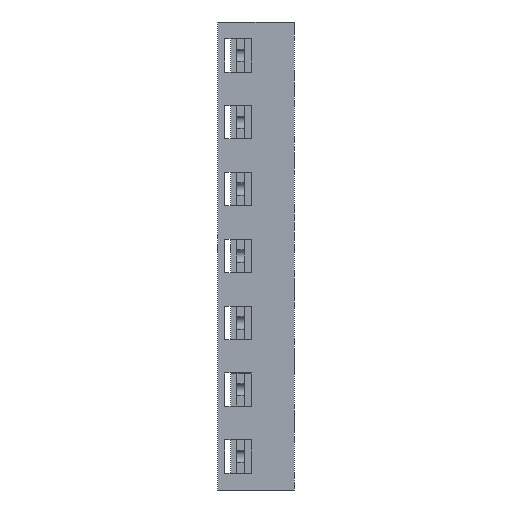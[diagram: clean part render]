
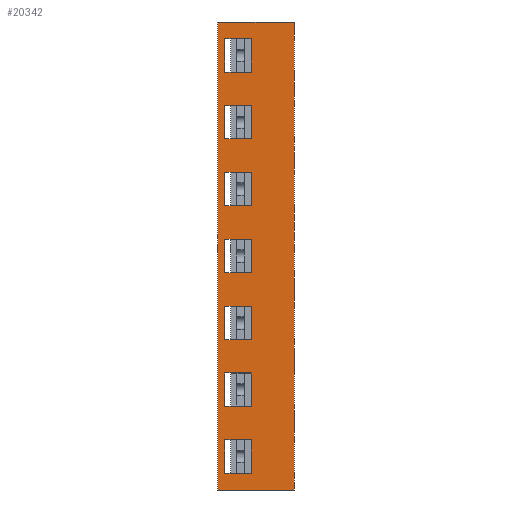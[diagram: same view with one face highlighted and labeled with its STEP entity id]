
A CAD part, left-side view. The second image highlights one B-rep face of the part: STEP entity #20342.
In plain terms, the highlighted planar face has unit normal (-1, 0, 0).
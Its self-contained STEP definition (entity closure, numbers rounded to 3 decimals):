
#17=DIRECTION('',(0.,-1.,0.));
#18=VECTOR('',#17,16.);
#19=CARTESIAN_POINT('',(-17.5,12.5,2016.));
#20=LINE('',#19,#18);
#913=DIRECTION('',(0.,-1.,0.));
#914=VECTOR('',#913,16.);
#915=CARTESIAN_POINT('',(-17.5,12.5,1918.));
#916=LINE('',#915,#914);
#917=DIRECTION('',(0.,0.,1.));
#918=VECTOR('',#917,98.);
#919=CARTESIAN_POINT('',(-17.5,12.5,1918.));
#920=LINE('',#919,#918);
#921=DIRECTION('',(0.,-1.,0.));
#922=VECTOR('',#921,5.5);
#923=CARTESIAN_POINT('',(-17.5,11.,2005.5));
#924=LINE('',#923,#922);
#925=DIRECTION('',(0.,0.,1.));
#926=VECTOR('',#925,7.);
#927=CARTESIAN_POINT('',(-17.5,5.5,2005.5));
#928=LINE('',#927,#926);
#929=DIRECTION('',(0.,1.,0.));
#930=VECTOR('',#929,5.5);
#931=CARTESIAN_POINT('',(-17.5,5.5,2012.5));
#932=LINE('',#931,#930);
#933=DIRECTION('',(0.,0.,-1.));
#934=VECTOR('',#933,7.);
#935=CARTESIAN_POINT('',(-17.5,11.,2012.5));
#936=LINE('',#935,#934);
#937=DIRECTION('',(0.,-1.,0.));
#938=VECTOR('',#937,5.5);
#939=CARTESIAN_POINT('',(-17.5,11.,1991.5));
#940=LINE('',#939,#938);
#941=DIRECTION('',(0.,0.,1.));
#942=VECTOR('',#941,7.);
#943=CARTESIAN_POINT('',(-17.5,5.5,1991.5));
#944=LINE('',#943,#942);
#945=DIRECTION('',(0.,1.,0.));
#946=VECTOR('',#945,5.5);
#947=CARTESIAN_POINT('',(-17.5,5.5,1998.5));
#948=LINE('',#947,#946);
#949=DIRECTION('',(0.,0.,-1.));
#950=VECTOR('',#949,7.);
#951=CARTESIAN_POINT('',(-17.5,11.,1998.5));
#952=LINE('',#951,#950);
#953=DIRECTION('',(0.,-1.,0.));
#954=VECTOR('',#953,5.5);
#955=CARTESIAN_POINT('',(-17.5,11.,1977.5));
#956=LINE('',#955,#954);
#957=DIRECTION('',(0.,0.,1.));
#958=VECTOR('',#957,7.);
#959=CARTESIAN_POINT('',(-17.5,5.5,1977.5));
#960=LINE('',#959,#958);
#961=DIRECTION('',(0.,1.,0.));
#962=VECTOR('',#961,5.5);
#963=CARTESIAN_POINT('',(-17.5,5.5,1984.5));
#964=LINE('',#963,#962);
#965=DIRECTION('',(0.,0.,-1.));
#966=VECTOR('',#965,7.);
#967=CARTESIAN_POINT('',(-17.5,11.,1984.5));
#968=LINE('',#967,#966);
#969=DIRECTION('',(0.,-1.,0.));
#970=VECTOR('',#969,5.5);
#971=CARTESIAN_POINT('',(-17.5,11.,1963.5));
#972=LINE('',#971,#970);
#973=DIRECTION('',(0.,0.,1.));
#974=VECTOR('',#973,7.);
#975=CARTESIAN_POINT('',(-17.5,5.5,1963.5));
#976=LINE('',#975,#974);
#977=DIRECTION('',(0.,1.,0.));
#978=VECTOR('',#977,5.5);
#979=CARTESIAN_POINT('',(-17.5,5.5,1970.5));
#980=LINE('',#979,#978);
#981=DIRECTION('',(0.,0.,-1.));
#982=VECTOR('',#981,7.);
#983=CARTESIAN_POINT('',(-17.5,11.,1970.5));
#984=LINE('',#983,#982);
#985=DIRECTION('',(0.,-1.,0.));
#986=VECTOR('',#985,5.5);
#987=CARTESIAN_POINT('',(-17.5,11.,1949.5));
#988=LINE('',#987,#986);
#989=DIRECTION('',(0.,0.,1.));
#990=VECTOR('',#989,7.);
#991=CARTESIAN_POINT('',(-17.5,5.5,1949.5));
#992=LINE('',#991,#990);
#993=DIRECTION('',(0.,1.,0.));
#994=VECTOR('',#993,5.5);
#995=CARTESIAN_POINT('',(-17.5,5.5,1956.5));
#996=LINE('',#995,#994);
#997=DIRECTION('',(0.,0.,-1.));
#998=VECTOR('',#997,7.);
#999=CARTESIAN_POINT('',(-17.5,11.,1956.5));
#1000=LINE('',#999,#998);
#1001=DIRECTION('',(0.,-1.,0.));
#1002=VECTOR('',#1001,5.5);
#1003=CARTESIAN_POINT('',(-17.5,11.,1935.5));
#1004=LINE('',#1003,#1002);
#1005=DIRECTION('',(0.,0.,1.));
#1006=VECTOR('',#1005,7.);
#1007=CARTESIAN_POINT('',(-17.5,5.5,1935.5));
#1008=LINE('',#1007,#1006);
#1009=DIRECTION('',(0.,1.,0.));
#1010=VECTOR('',#1009,5.5);
#1011=CARTESIAN_POINT('',(-17.5,5.5,1942.5));
#1012=LINE('',#1011,#1010);
#1013=DIRECTION('',(0.,0.,-1.));
#1014=VECTOR('',#1013,7.);
#1015=CARTESIAN_POINT('',(-17.5,11.,1942.5));
#1016=LINE('',#1015,#1014);
#1017=DIRECTION('',(0.,-1.,0.));
#1018=VECTOR('',#1017,5.5);
#1019=CARTESIAN_POINT('',(-17.5,11.,1921.5));
#1020=LINE('',#1019,#1018);
#1021=DIRECTION('',(0.,0.,1.));
#1022=VECTOR('',#1021,7.);
#1023=CARTESIAN_POINT('',(-17.5,5.5,1921.5));
#1024=LINE('',#1023,#1022);
#1025=DIRECTION('',(0.,1.,0.));
#1026=VECTOR('',#1025,5.5);
#1027=CARTESIAN_POINT('',(-17.5,5.5,1928.5));
#1028=LINE('',#1027,#1026);
#1029=DIRECTION('',(0.,0.,-1.));
#1030=VECTOR('',#1029,7.);
#1031=CARTESIAN_POINT('',(-17.5,11.,1928.5));
#1032=LINE('',#1031,#1030);
#1053=DIRECTION('',(0.,0.,1.));
#1054=VECTOR('',#1053,98.);
#1055=CARTESIAN_POINT('',(-17.5,-3.5,1918.));
#1056=LINE('',#1055,#1054);
#16224=CARTESIAN_POINT('',(-17.5,12.5,2016.));
#16225=VERTEX_POINT('',#16224);
#16226=CARTESIAN_POINT('',(-17.5,-3.5,2016.));
#16227=VERTEX_POINT('',#16226);
#16660=CARTESIAN_POINT('',(-17.5,12.5,1918.));
#16661=VERTEX_POINT('',#16660);
#16662=CARTESIAN_POINT('',(-17.5,-3.5,1918.));
#16663=VERTEX_POINT('',#16662);
#16870=CARTESIAN_POINT('',(-17.5,11.,2005.5));
#16871=CARTESIAN_POINT('',(-17.5,5.5,2005.5));
#16872=VERTEX_POINT('',#16870);
#16873=VERTEX_POINT('',#16871);
#16874=CARTESIAN_POINT('',(-17.5,5.5,2012.5));
#16875=VERTEX_POINT('',#16874);
#16876=CARTESIAN_POINT('',(-17.5,11.,2012.5));
#16877=VERTEX_POINT('',#16876);
#16886=CARTESIAN_POINT('',(-17.5,11.,1991.5));
#16887=CARTESIAN_POINT('',(-17.5,5.5,1991.5));
#16888=VERTEX_POINT('',#16886);
#16889=VERTEX_POINT('',#16887);
#16890=CARTESIAN_POINT('',(-17.5,5.5,1998.5));
#16891=VERTEX_POINT('',#16890);
#16892=CARTESIAN_POINT('',(-17.5,11.,1998.5));
#16893=VERTEX_POINT('',#16892);
#16902=CARTESIAN_POINT('',(-17.5,11.,1977.5));
#16903=CARTESIAN_POINT('',(-17.5,5.5,1977.5));
#16904=VERTEX_POINT('',#16902);
#16905=VERTEX_POINT('',#16903);
#16906=CARTESIAN_POINT('',(-17.5,5.5,1984.5));
#16907=VERTEX_POINT('',#16906);
#16908=CARTESIAN_POINT('',(-17.5,11.,1984.5));
#16909=VERTEX_POINT('',#16908);
#16918=CARTESIAN_POINT('',(-17.5,11.,1963.5));
#16919=CARTESIAN_POINT('',(-17.5,5.5,1963.5));
#16920=VERTEX_POINT('',#16918);
#16921=VERTEX_POINT('',#16919);
#16922=CARTESIAN_POINT('',(-17.5,5.5,1970.5));
#16923=VERTEX_POINT('',#16922);
#16924=CARTESIAN_POINT('',(-17.5,11.,1970.5));
#16925=VERTEX_POINT('',#16924);
#16934=CARTESIAN_POINT('',(-17.5,11.,1949.5));
#16935=CARTESIAN_POINT('',(-17.5,5.5,1949.5));
#16936=VERTEX_POINT('',#16934);
#16937=VERTEX_POINT('',#16935);
#16938=CARTESIAN_POINT('',(-17.5,5.5,1956.5));
#16939=VERTEX_POINT('',#16938);
#16940=CARTESIAN_POINT('',(-17.5,11.,1956.5));
#16941=VERTEX_POINT('',#16940);
#16950=CARTESIAN_POINT('',(-17.5,11.,1935.5));
#16951=CARTESIAN_POINT('',(-17.5,5.5,1935.5));
#16952=VERTEX_POINT('',#16950);
#16953=VERTEX_POINT('',#16951);
#16954=CARTESIAN_POINT('',(-17.5,5.5,1942.5));
#16955=VERTEX_POINT('',#16954);
#16956=CARTESIAN_POINT('',(-17.5,11.,1942.5));
#16957=VERTEX_POINT('',#16956);
#16966=CARTESIAN_POINT('',(-17.5,11.,1921.5));
#16967=CARTESIAN_POINT('',(-17.5,5.5,1921.5));
#16968=VERTEX_POINT('',#16966);
#16969=VERTEX_POINT('',#16967);
#16970=CARTESIAN_POINT('',(-17.5,5.5,1928.5));
#16971=VERTEX_POINT('',#16970);
#16972=CARTESIAN_POINT('',(-17.5,11.,1928.5));
#16973=VERTEX_POINT('',#16972);
#20269=CARTESIAN_POINT('',(-17.5,12.5,0.));
#20270=DIRECTION('',(-1.,0.,0.));
#20271=DIRECTION('',(0.,-1.,0.));
#20272=AXIS2_PLACEMENT_3D('',#20269,#20270,#20271);
#20273=PLANE('',#20272);
#20274=ORIENTED_EDGE('',*,*,#20084,.F.);
#20276=ORIENTED_EDGE('',*,*,#20275,.T.);
#20277=ORIENTED_EDGE('',*,*,#19501,.T.);
#20279=ORIENTED_EDGE('',*,*,#20278,.F.);
#20280=EDGE_LOOP('',(#20274,#20276,#20277,#20279));
#20281=FACE_OUTER_BOUND('',#20280,.F.);
#20283=ORIENTED_EDGE('',*,*,#20282,.T.);
#20285=ORIENTED_EDGE('',*,*,#20284,.T.);
#20287=ORIENTED_EDGE('',*,*,#20286,.T.);
#20288=ORIENTED_EDGE('',*,*,#20217,.T.);
#20289=EDGE_LOOP('',(#20283,#20285,#20287,#20288));
#20290=FACE_BOUND('',#20289,.F.);
#20292=ORIENTED_EDGE('',*,*,#20291,.T.);
#20294=ORIENTED_EDGE('',*,*,#20293,.T.);
#20296=ORIENTED_EDGE('',*,*,#20295,.T.);
#20297=ORIENTED_EDGE('',*,*,#20210,.T.);
#20298=EDGE_LOOP('',(#20292,#20294,#20296,#20297));
#20299=FACE_BOUND('',#20298,.F.);
#20301=ORIENTED_EDGE('',*,*,#20300,.T.);
#20303=ORIENTED_EDGE('',*,*,#20302,.T.);
#20305=ORIENTED_EDGE('',*,*,#20304,.T.);
#20306=ORIENTED_EDGE('',*,*,#20203,.T.);
#20307=EDGE_LOOP('',(#20301,#20303,#20305,#20306));
#20308=FACE_BOUND('',#20307,.F.);
#20310=ORIENTED_EDGE('',*,*,#20309,.T.);
#20312=ORIENTED_EDGE('',*,*,#20311,.T.);
#20314=ORIENTED_EDGE('',*,*,#20313,.T.);
#20315=ORIENTED_EDGE('',*,*,#20196,.T.);
#20316=EDGE_LOOP('',(#20310,#20312,#20314,#20315));
#20317=FACE_BOUND('',#20316,.F.);
#20319=ORIENTED_EDGE('',*,*,#20318,.T.);
#20321=ORIENTED_EDGE('',*,*,#20320,.T.);
#20323=ORIENTED_EDGE('',*,*,#20322,.T.);
#20324=ORIENTED_EDGE('',*,*,#20189,.T.);
#20325=EDGE_LOOP('',(#20319,#20321,#20323,#20324));
#20326=FACE_BOUND('',#20325,.F.);
#20328=ORIENTED_EDGE('',*,*,#20327,.T.);
#20330=ORIENTED_EDGE('',*,*,#20329,.T.);
#20332=ORIENTED_EDGE('',*,*,#20331,.T.);
#20333=ORIENTED_EDGE('',*,*,#20182,.T.);
#20334=EDGE_LOOP('',(#20328,#20330,#20332,#20333));
#20335=FACE_BOUND('',#20334,.F.);
#20336=ORIENTED_EDGE('',*,*,#20236,.T.);
#20337=ORIENTED_EDGE('',*,*,#20250,.T.);
#20338=ORIENTED_EDGE('',*,*,#20263,.T.);
#20339=ORIENTED_EDGE('',*,*,#20175,.T.);
#20340=EDGE_LOOP('',(#20336,#20337,#20338,#20339));
#20341=FACE_BOUND('',#20340,.F.);
#20342=ADVANCED_FACE('',(#20281,#20290,#20299,#20308,#20317,#20326,#20335,
#20341),#20273,.T.);
#19501=EDGE_CURVE('',#16225,#16227,#20,.T.);
#20084=EDGE_CURVE('',#16661,#16663,#916,.T.);
#20175=EDGE_CURVE('',#16973,#16968,#1032,.T.);
#20182=EDGE_CURVE('',#16957,#16952,#1016,.T.);
#20189=EDGE_CURVE('',#16941,#16936,#1000,.T.);
#20196=EDGE_CURVE('',#16925,#16920,#984,.T.);
#20203=EDGE_CURVE('',#16909,#16904,#968,.T.);
#20210=EDGE_CURVE('',#16893,#16888,#952,.T.);
#20217=EDGE_CURVE('',#16877,#16872,#936,.T.);
#20236=EDGE_CURVE('',#16968,#16969,#1020,.T.);
#20250=EDGE_CURVE('',#16969,#16971,#1024,.T.);
#20263=EDGE_CURVE('',#16971,#16973,#1028,.T.);
#20275=EDGE_CURVE('',#16661,#16225,#920,.T.);
#20278=EDGE_CURVE('',#16663,#16227,#1056,.T.);
#20282=EDGE_CURVE('',#16872,#16873,#924,.T.);
#20284=EDGE_CURVE('',#16873,#16875,#928,.T.);
#20286=EDGE_CURVE('',#16875,#16877,#932,.T.);
#20291=EDGE_CURVE('',#16888,#16889,#940,.T.);
#20293=EDGE_CURVE('',#16889,#16891,#944,.T.);
#20295=EDGE_CURVE('',#16891,#16893,#948,.T.);
#20300=EDGE_CURVE('',#16904,#16905,#956,.T.);
#20302=EDGE_CURVE('',#16905,#16907,#960,.T.);
#20304=EDGE_CURVE('',#16907,#16909,#964,.T.);
#20309=EDGE_CURVE('',#16920,#16921,#972,.T.);
#20311=EDGE_CURVE('',#16921,#16923,#976,.T.);
#20313=EDGE_CURVE('',#16923,#16925,#980,.T.);
#20318=EDGE_CURVE('',#16936,#16937,#988,.T.);
#20320=EDGE_CURVE('',#16937,#16939,#992,.T.);
#20322=EDGE_CURVE('',#16939,#16941,#996,.T.);
#20327=EDGE_CURVE('',#16952,#16953,#1004,.T.);
#20329=EDGE_CURVE('',#16953,#16955,#1008,.T.);
#20331=EDGE_CURVE('',#16955,#16957,#1012,.T.);
